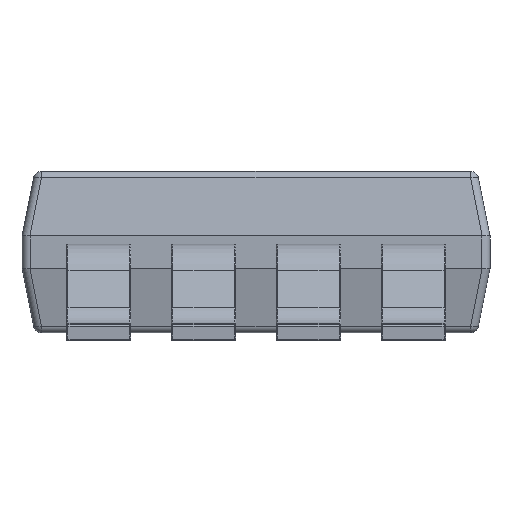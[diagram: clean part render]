
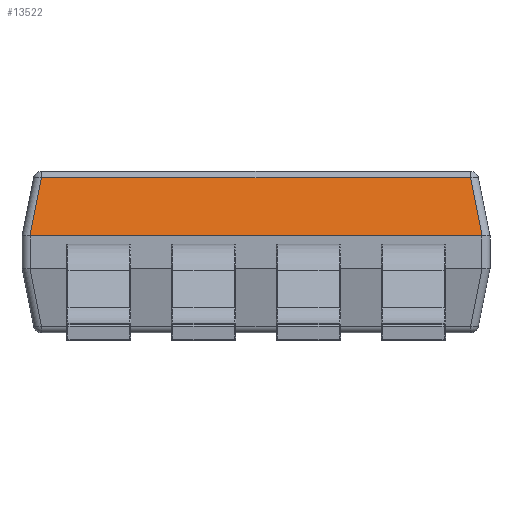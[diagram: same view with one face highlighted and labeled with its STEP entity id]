
A CAD part, front view. The second image highlights one B-rep face of the part: STEP entity #13522.
In plain terms, the highlighted planar face has unit normal (0, -0.981, 0.196).
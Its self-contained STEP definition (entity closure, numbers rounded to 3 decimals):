
#315=ELLIPSE('',#14398,0.255,0.05);
#316=ELLIPSE('',#14399,0.255,0.05);
#705=PLANE('',#14397);
#1089=FACE_OUTER_BOUND('',#1936,.T.);
#1936=EDGE_LOOP('',(#8796,#8797,#8798,#8799,#8800,#8801));
#2859=LINE('',#20244,#4028);
#2882=LINE('',#20330,#4051);
#2883=LINE('',#20335,#4052);
#2884=LINE('',#20336,#4053);
#4028=VECTOR('',#15666,1.);
#4051=VECTOR('',#15711,1.);
#4052=VECTOR('',#15716,1.);
#4053=VECTOR('',#15717,1.);
#5662=VERTEX_POINT('',#20242);
#5663=VERTEX_POINT('',#20243);
#5690=VERTEX_POINT('',#20328);
#5691=VERTEX_POINT('',#20329);
#5692=VERTEX_POINT('',#20332);
#5693=VERTEX_POINT('',#20334);
#6825=EDGE_CURVE('',#5662,#5663,#2859,.T.);
#6858=EDGE_CURVE('',#5690,#5691,#2882,.T.);
#6859=EDGE_CURVE('',#5691,#5663,#315,.T.);
#6860=EDGE_CURVE('',#5662,#5692,#316,.T.);
#6861=EDGE_CURVE('',#5692,#5693,#2883,.T.);
#6862=EDGE_CURVE('',#5693,#5690,#2884,.T.);
#8796=ORIENTED_EDGE('',*,*,#6858,.T.);
#8797=ORIENTED_EDGE('',*,*,#6859,.T.);
#8798=ORIENTED_EDGE('',*,*,#6825,.F.);
#8799=ORIENTED_EDGE('',*,*,#6860,.T.);
#8800=ORIENTED_EDGE('',*,*,#6861,.T.);
#8801=ORIENTED_EDGE('',*,*,#6862,.T.);
#13522=ADVANCED_FACE('',(#1089),#705,.T.);
#14397=AXIS2_PLACEMENT_3D('',#20327,#15709,#15710);
#14398=AXIS2_PLACEMENT_3D('',#20331,#15712,#15713);
#14399=AXIS2_PLACEMENT_3D('',#20333,#15714,#15715);
#15666=DIRECTION('',(-1.,0.,0.));
#15709=DIRECTION('center_axis',(0.,-0.981,
0.196));
#15710=DIRECTION('ref_axis',(-1.,0.,0.));
#15711=DIRECTION('',(-0.192,-0.192,-0.962));
#15712=DIRECTION('center_axis',(0.,-0.981,
0.196));
#15713=DIRECTION('ref_axis',(0.,-0.196,-0.981));
#15714=DIRECTION('center_axis',(0.,-0.981,
0.196));
#15715=DIRECTION('ref_axis',(0.,-0.196,-0.981));
#15716=DIRECTION('',(-0.192,0.192,0.962));
#15717=DIRECTION('',(-1.,0.,0.));
#20242=CARTESIAN_POINT('',(1.453,-0.676,0.649));
#20243=CARTESIAN_POINT('',(-1.347,-0.676,0.649));
#20244=CARTESIAN_POINT('',(-1.397,-0.676,0.649));
#20327=CARTESIAN_POINT('Origin',(0.053,-0.596,1.049));
#20328=CARTESIAN_POINT('',(-1.276,-0.604,1.009));
#20329=CARTESIAN_POINT('',(-1.348,-0.676,0.649));
#20330=CARTESIAN_POINT('',(-1.219,-0.547,1.294));
#20331=CARTESIAN_POINT('Origin',(-1.347,-0.626,0.899));
#20332=CARTESIAN_POINT('',(1.454,-0.676,0.649));
#20333=CARTESIAN_POINT('Origin',(1.453,-0.626,0.899));
#20334=CARTESIAN_POINT('',(1.382,-0.604,1.009));
#20335=CARTESIAN_POINT('',(1.325,-0.547,1.294));
#20336=CARTESIAN_POINT('',(0.053,-0.604,1.009));
